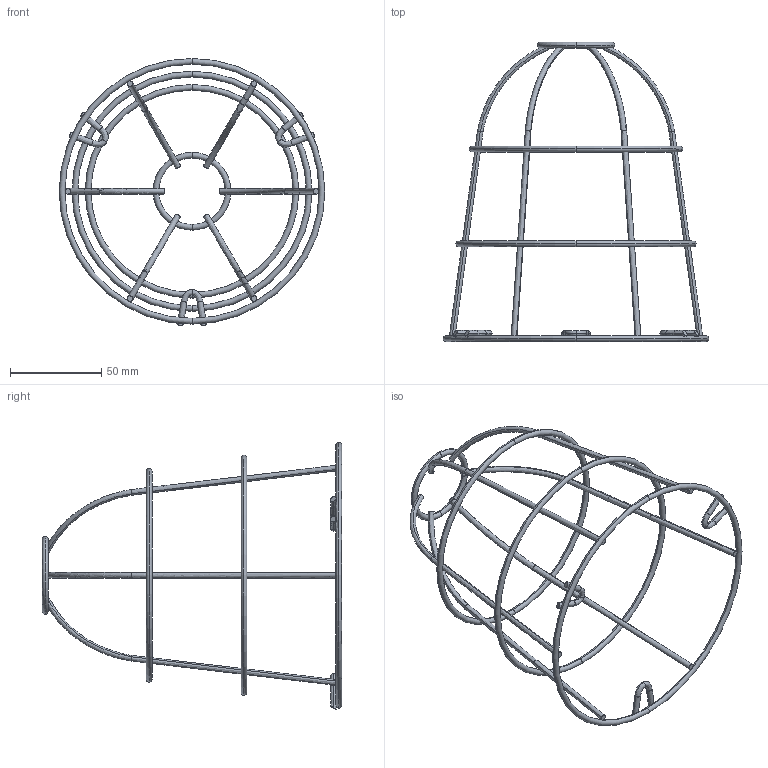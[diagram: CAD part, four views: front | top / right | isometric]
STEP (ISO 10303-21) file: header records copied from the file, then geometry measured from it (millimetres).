
FILE_DESCRIPTION (( 'STEP AP214' ), '1' );
FILE_NAME ('97582603.STEP', '2018-02-26T17:23:14', ( '' ), ( '' ), 'SwSTEP 2.0', 'SolidWorks 2017', '' );
FILE_SCHEMA (( 'AUTOMOTIVE_DESIGN' ));
Length unit declared in the file: millimetre
Products named in the file (1): 97582603
Bounding box: 145.65 x 164.15 x 146.43 mm (x, y, z)
Volume: 19698 mm3; surface area: 24888.5 mm2
Topology: 4 solids, 4 shells, 88 faces, 230 edges, 160 vertices
Faces by surface type: bspline 48, torus 16, plane 12, cone 12
Entity records: 11803 total; most frequent: CARTESIAN_POINT 10003, ORIENTED_EDGE 460, EDGE_CURVE 230, DIRECTION 194, VERTEX_POINT 160, B_SPLINE_CURVE_WITH_KNOTS 150, EDGE_LOOP 112, AXIS2_PLACEMENT_3D 91
